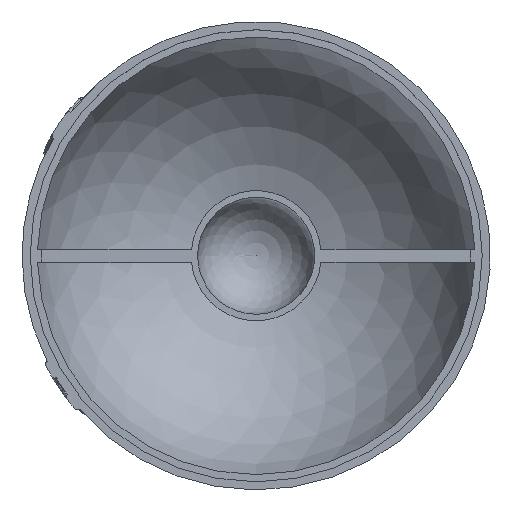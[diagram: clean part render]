
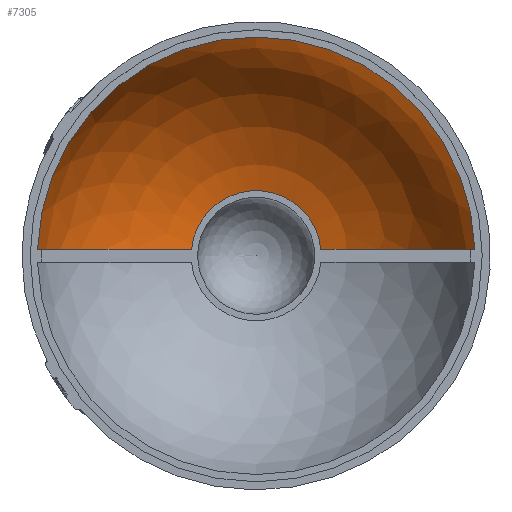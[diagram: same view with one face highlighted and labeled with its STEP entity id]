
A CAD part, top view. The second image highlights one B-rep face of the part: STEP entity #7305.
In plain terms, the highlighted spherical face has radius 34 mm.
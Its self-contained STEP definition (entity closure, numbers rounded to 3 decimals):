
#186=SPHERICAL_SURFACE('',#8069,34.);
#1426=FACE_OUTER_BOUND('',#1853,.T.);
#1853=EDGE_LOOP('',(#6845,#6846));
#1867=CIRCLE('',#7336,33.63);
#2319=CIRCLE('',#8070,33.985);
#2623=VERTEX_POINT('',#9759);
#2624=VERTEX_POINT('',#9761);
#3379=EDGE_CURVE('',#2624,#2623,#1867,.T.);
#4535=EDGE_CURVE('',#2624,#2623,#2319,.T.);
#6845=ORIENTED_EDGE('',*,*,#3379,.T.);
#6846=ORIENTED_EDGE('',*,*,#4535,.F.);
#7305=ADVANCED_FACE('',(#1426),#186,.F.);
#7336=AXIS2_PLACEMENT_3D('',#9762,#8109,#8110);
#8069=AXIS2_PLACEMENT_3D('',#25449,#9712,#9713);
#8070=AXIS2_PLACEMENT_3D('',#25450,#9714,#9715);
#8109=DIRECTION('center_axis',(0.,0.,1.));
#8110=DIRECTION('ref_axis',(0.,-1.,0.));
#9712=DIRECTION('center_axis',(0.,0.,1.));
#9713=DIRECTION('ref_axis',(1.,0.,0.));
#9714=DIRECTION('center_axis',(0.,1.,0.));
#9715=DIRECTION('ref_axis',(1.,0.,0.));
#9759=CARTESIAN_POINT('',(-33.615,1.,-5.));
#9761=CARTESIAN_POINT('',(33.615,1.,-5.));
#9762=CARTESIAN_POINT('Origin',(0.,0.,-5.));
#25449=CARTESIAN_POINT('Origin',(0.,0.,0.));
#25450=CARTESIAN_POINT('Origin',(0.,1.,0.));
